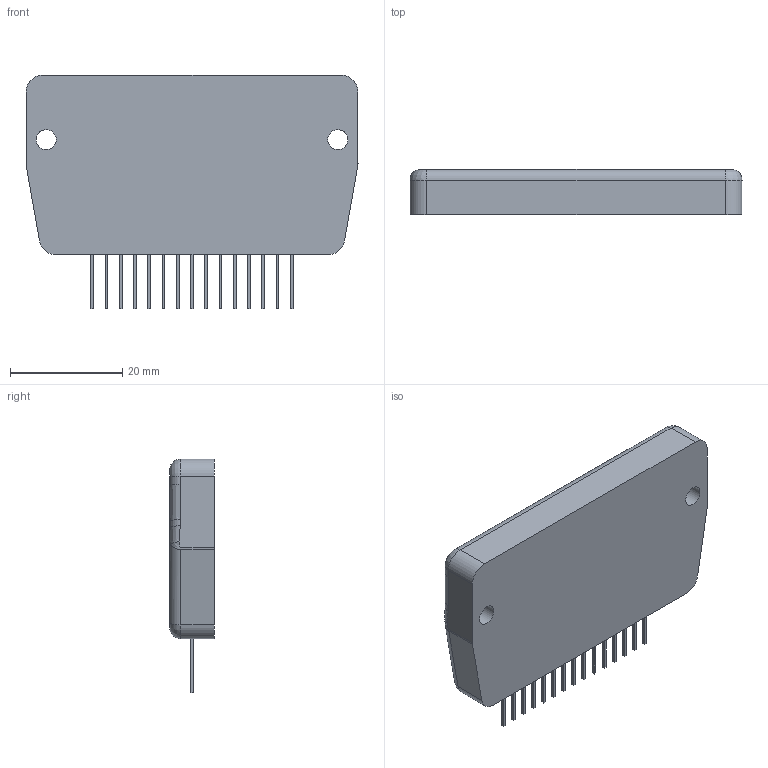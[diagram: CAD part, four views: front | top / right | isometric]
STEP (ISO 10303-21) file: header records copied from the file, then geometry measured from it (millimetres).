
FILE_DESCRIPTION(/* description */ ('model of Sanyo_STK4xx-15_59.2x8.0mm_P2.54mm'),/* implementation_level */ '2;1');
FILE_NAME(/* name */ 'Sanyo_STK4xx-15_59.2x8.0mm_P2.54mm.step',/* time_stamp */ '2020-01-11T11:12:29',/* author */ ('kicad StepUp','ksu'),/* organization */ ('FreeCAD'),/* preprocessor_version */ 'OCC',/* originating_system */ 'kicad StepUp',/* authorisation */ '');
FILE_SCHEMA(('AUTOMOTIVE_DESIGN { 1 0 10303 214 1 1 1 1 }'));
Length unit declared in the file: millimetre
Products named in the file (1): Sanyo_STK4xx-15_59.2x8.0mm_P2.54mm
Bounding box: 59.2 x 8 x 41.65 mm (x, y, z)
Volume: 14475.1 mm3; surface area: 5352.3 mm2
Topology: 1 solids, 1 shells, 109 faces, 266 edges, 172 vertices
Faces by surface type: plane 83, cylinder 14, bspline 8, revolution 4
Full cylindrical faces by diameter (mm): 3.6 x2
Entity records: 4692 total; most frequent: CARTESIAN_POINT 1418, ORIENTED_EDGE 532, DIRECTION 472, EDGE_CURVE 266, LINE 212, VECTOR 212, VERTEX_POINT 172, AXIS2_PLACEMENT_3D 128
